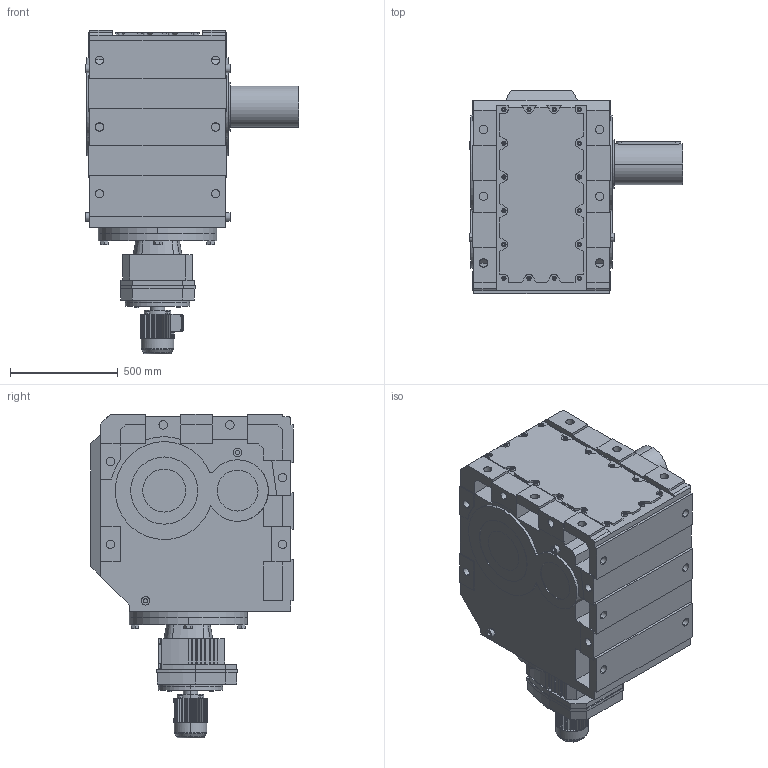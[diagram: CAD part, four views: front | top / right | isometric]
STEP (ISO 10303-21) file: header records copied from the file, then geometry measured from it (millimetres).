
FILE_DESCRIPTION(('Open CASCADE Model'),'2;1');
FILE_NAME('Open CASCADE Shape Model','2019-08-19T17:10:37',('Author'),( 'Open CASCADE'),'Open CASCADE STEP processor 6.3','Open CASCADE 6.3' ,'Unknown');
FILE_SCHEMA(('AUTOMOTIVE_DESIGN_CC2 { 1 2 10303 214 -1 1 5 4 }'));
Length unit declared in the file: millimetre
Products named in the file (5): 1_KC187RC97-YS80-A; K167‵187_187.step; 萇儂_300_YS80.step; R_187_97.step; す瑩妗陑粣K_187.step
Assembly tree (4 placements, depth 2):
  1_KC187RC97-YS80-A
    K167‵187_187.step
    萇儂_300_YS80.step
    R_187_97.step
    す瑩妗陑粣K_187.step
Bounding box: 994 x 942 x 1504 mm (x, y, z)
Volume: 548981683 mm3; surface area: 7488663.5 mm2
Topology: 4 solids, 4 shells, 1243 faces, 3285 edges, 2145 vertices
Faces by surface type: plane 833, cylinder 382, cone 24, torus 4
Entity records: 92087 total; most frequent: CARTESIAN_POINT 29667, DIRECTION 10699, ORIENTED_EDGE 6566, PCURVE 6566, DEFINITIONAL_REPRESENTATION 6566, LINE 5987, VECTOR 5987, EDGE_CURVE 3283
